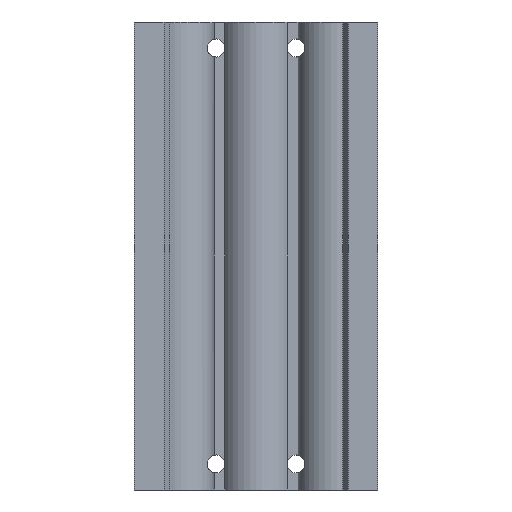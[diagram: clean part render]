
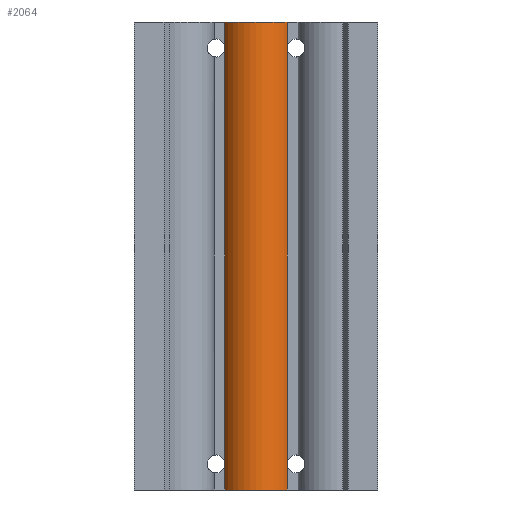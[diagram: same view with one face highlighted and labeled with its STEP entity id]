
A CAD part, front view. The second image highlights one B-rep face of the part: STEP entity #2064.
In plain terms, the highlighted cylindrical face has radius 9 mm (diameter 18 mm), a partial arc.
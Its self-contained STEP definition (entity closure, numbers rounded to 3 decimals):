
#1107 = DIRECTION ( 'NONE',  ( 0., 0., 1. ) ) ;
#1111 = CARTESIAN_POINT ( 'NONE',  ( -7.794, -4.5, -117. ) ) ;
#1162 = DIRECTION ( 'NONE',  ( 0., 0., 1. ) ) ;
#1163 = CARTESIAN_POINT ( 'NONE',  ( 7.794, -4.5, -117. ) ) ;
#1168 = DIRECTION ( 'NONE',  ( 0., 0., 1. ) ) ;
#1170 = CARTESIAN_POINT ( 'NONE',  ( 7.794, -4.5, -117. ) ) ;
#1188 = DIRECTION ( 'NONE',  ( 1., 0., 0. ) ) ;
#1189 = DIRECTION ( 'NONE',  ( 0., 0., 1. ) ) ;
#1190 = CARTESIAN_POINT ( 'NONE',  ( 0., 0., 0. ) ) ;
#1192 = DIRECTION ( 'NONE',  ( 1., 0., 0. ) ) ;
#1193 = DIRECTION ( 'NONE',  ( 0., 0., 1. ) ) ;
#1195 = CARTESIAN_POINT ( 'NONE',  ( 0., 0., -117. ) ) ;
#1196 = DIRECTION ( 'NONE',  ( 0., 0., 1. ) ) ;
#1198 = CARTESIAN_POINT ( 'NONE',  ( -7.794, -4.5, -117. ) ) ;
#1199 = CARTESIAN_POINT ( 'NONE',  ( -7.794, -4.5, -110.056 ) ) ;
#1200 = CARTESIAN_POINT ( 'NONE',  ( -7.766, -4.549, -110.197 ) ) ;
#1202 = CARTESIAN_POINT ( 'NONE',  ( -7.75, -4.576, -110.35 ) ) ;
#1204 = CARTESIAN_POINT ( 'NONE',  ( -7.75, -4.576, -110.651 ) ) ;
#1205 = CARTESIAN_POINT ( 'NONE',  ( -7.766, -4.549, -110.804 ) ) ;
#1206 = CARTESIAN_POINT ( 'NONE',  ( -7.794, -4.5, -110.944 ) ) ;
#1207 = CARTESIAN_POINT ( 'NONE',  ( -7.794, -4.5, -6.056 ) ) ;
#1209 = CARTESIAN_POINT ( 'NONE',  ( -7.766, -4.549, -6.197 ) ) ;
#1210 = CARTESIAN_POINT ( 'NONE',  ( -7.75, -4.576, -6.35 ) ) ;
#1211 = CARTESIAN_POINT ( 'NONE',  ( -7.75, -4.576, -6.651 ) ) ;
#1212 = CARTESIAN_POINT ( 'NONE',  ( -7.766, -4.549, -6.804 ) ) ;
#1214 = CARTESIAN_POINT ( 'NONE',  ( -7.794, -4.5, -6.944 ) ) ;
#1218 = DIRECTION ( 'NONE',  ( 0., 0., 1. ) ) ;
#1221 = DIRECTION ( 'NONE',  ( 0., 0., 1. ) ) ;
#1222 = CARTESIAN_POINT ( 'NONE',  ( 7.794, -4.5, -117. ) ) ;
#1246 = CARTESIAN_POINT ( 'NONE',  ( -7.794, -4.5, -117. ) ) ;
#2064 = ADVANCED_FACE ( 'NONE', ( #6150 ), #6151, .T. ) ;
#2180 = AXIS2_PLACEMENT_3D ( 'NONE', #4104, #4109, #4059 ) ;
#2447 = EDGE_CURVE ( 'NONE', #4987, #4991, #4810, .T. ) ;
#2452 = EDGE_CURVE ( 'NONE', #5188, #4884, #4811, .T. ) ;
#2594 = EDGE_CURVE ( 'NONE', #4967, #5259, #6601, .T. ) ;
#2600 = EDGE_CURVE ( 'NONE', #4987, #4908, #6613, .T. ) ;
#2601 = EDGE_CURVE ( 'NONE', #5188, #4991, #6615, .T. ) ;
#2606 = EDGE_CURVE ( 'NONE', #5063, #5022, #6621, .T. ) ;
#2699 = EDGE_CURVE ( 'NONE', #5037, #4884, #5657, .T. ) ;
#2702 = EDGE_CURVE ( 'NONE', #5022, #4967, #4820, .T. ) ;
#2703 = EDGE_CURVE ( 'NONE', #4892, #5063, #4803, .T. ) ;
#2704 = EDGE_CURVE ( 'NONE', #5181, #4892, #5662, .T. ) ;
#2705 = EDGE_CURVE ( 'NONE', #5181, #5037, #5665, .T. ) ;
#2706 = EDGE_CURVE ( 'NONE', #5259, #4908, #5667, .T. ) ;
#2839 = CARTESIAN_POINT ( 'NONE',  ( -7.794, -4.5, 0. ) ) ;
#2860 = CARTESIAN_POINT ( 'NONE',  ( 7.794, -4.5, -110.056 ) ) ;
#2991 = CARTESIAN_POINT ( 'NONE',  ( -7.794, -4.5, -6.944 ) ) ;
#3005 = CARTESIAN_POINT ( 'NONE',  ( 7.794, -4.5, -117. ) ) ;
#3031 = CARTESIAN_POINT ( 'NONE',  ( -7.794, -4.5, -110.056 ) ) ;
#3103 = CARTESIAN_POINT ( 'NONE',  ( -7.794, -4.5, -117. ) ) ;
#3107 = CARTESIAN_POINT ( 'NONE',  ( 7.794, -4.5, -6.056 ) ) ;
#3110 = CARTESIAN_POINT ( 'NONE',  ( 7.794, -4.5, -6.944 ) ) ;
#3134 = CARTESIAN_POINT ( 'NONE',  ( 7.794, -4.5, -110.944 ) ) ;
#3163 = CARTESIAN_POINT ( 'NONE',  ( 7.794, -4.5, 0. ) ) ;
#3178 = CARTESIAN_POINT ( 'NONE',  ( -7.794, -4.5, -6.056 ) ) ;
#3242 = CARTESIAN_POINT ( 'NONE',  ( -7.794, -4.5, -110.944 ) ) ;
#3355 = ORIENTED_EDGE ( 'NONE', *, *, #2594, .F. ) ;
#3356 = ORIENTED_EDGE ( 'NONE', *, *, #2706, .F. ) ;
#3357 = ORIENTED_EDGE ( 'NONE', *, *, #2600, .T. ) ;
#3358 = ORIENTED_EDGE ( 'NONE', *, *, #2447, .F. ) ;
#3359 = ORIENTED_EDGE ( 'NONE', *, *, #2601, .T. ) ;
#3360 = ORIENTED_EDGE ( 'NONE', *, *, #2452, .F. ) ;
#3361 = ORIENTED_EDGE ( 'NONE', *, *, #2699, .T. ) ;
#3362 = ORIENTED_EDGE ( 'NONE', *, *, #2705, .T. ) ;
#3363 = ORIENTED_EDGE ( 'NONE', *, *, #2704, .F. ) ;
#3364 = ORIENTED_EDGE ( 'NONE', *, *, #2703, .F. ) ;
#3365 = ORIENTED_EDGE ( 'NONE', *, *, #2606, .F. ) ;
#3366 = ORIENTED_EDGE ( 'NONE', *, *, #2702, .F. ) ;
#4059 = DIRECTION ( 'NONE',  ( 1., 0., 0. ) ) ;
#4104 = CARTESIAN_POINT ( 'NONE',  ( 0., 0., -117. ) ) ;
#4109 = DIRECTION ( 'NONE',  ( 0., 0., 1. ) ) ;
#4152 = CARTESIAN_POINT ( 'NONE',  ( 7.75, -4.576, -6.65 ) ) ;
#4163 = CARTESIAN_POINT ( 'NONE',  ( 7.75, -4.576, -6.349 ) ) ;
#4207 = CARTESIAN_POINT ( 'NONE',  ( 7.794, -4.5, -6.944 ) ) ;
#4229 = CARTESIAN_POINT ( 'NONE',  ( 7.766, -4.549, -6.803 ) ) ;
#4237 = CARTESIAN_POINT ( 'NONE',  ( 7.794, -4.5, -6.056 ) ) ;
#4247 = CARTESIAN_POINT ( 'NONE',  ( 7.766, -4.549, -6.196 ) ) ;
#4803 = B_SPLINE_CURVE_WITH_KNOTS ( 'NONE', 3,
 ( #1206, #1205, #1204, #1202, #1200, #1199 ),
 .UNSPECIFIED., .F., .F.,
 ( 4, 2, 4 ),
 ( 0.005, 0.006, 0.006 ),
 .UNSPECIFIED. ) ;
#4810 = B_SPLINE_CURVE_WITH_KNOTS ( 'NONE', 3,
 ( #4237, #4247, #4163, #4152, #4229, #4207 ),
 .UNSPECIFIED., .F., .F.,
 ( 4, 2, 4 ),
 ( 0.016, 0.017, 0.017 ),
 .UNSPECIFIED. ) ;
#4811 = B_SPLINE_CURVE_WITH_KNOTS ( 'NONE', 3,
 ( #6717, #6716, #6715, #6714, #6713, #6712 ),
 .UNSPECIFIED., .F., .F.,
 ( 4, 2, 4 ),
 ( 0.016, 0.017, 0.017 ),
 .UNSPECIFIED. ) ;
#4820 = B_SPLINE_CURVE_WITH_KNOTS ( 'NONE', 3,
 ( #1214, #1212, #1211, #1210, #1209, #1207 ),
 .UNSPECIFIED., .F., .F.,
 ( 4, 2, 4 ),
 ( 0.005, 0.006, 0.006 ),
 .UNSPECIFIED. ) ;
#4884 = VERTEX_POINT ( 'NONE', #3134 ) ;
#4892 = VERTEX_POINT ( 'NONE', #3242 ) ;
#4908 = VERTEX_POINT ( 'NONE', #3163 ) ;
#4967 = VERTEX_POINT ( 'NONE', #3178 ) ;
#4987 = VERTEX_POINT ( 'NONE', #3107 ) ;
#4991 = VERTEX_POINT ( 'NONE', #3110 ) ;
#5022 = VERTEX_POINT ( 'NONE', #2991 ) ;
#5037 = VERTEX_POINT ( 'NONE', #3005 ) ;
#5063 = VERTEX_POINT ( 'NONE', #3031 ) ;
#5181 = VERTEX_POINT ( 'NONE', #3103 ) ;
#5188 = VERTEX_POINT ( 'NONE', #2860 ) ;
#5259 = VERTEX_POINT ( 'NONE', #2839 ) ;
#5657 = LINE ( 'NONE', #1222, #5659 ) ;
#5659 = VECTOR ( 'NONE', #1221, 1000. ) ;
#5662 = LINE ( 'NONE', #1198, #5664 ) ;
#5664 = VECTOR ( 'NONE', #1196, 1000. ) ;
#5665 = CIRCLE ( 'NONE', #5991, 9. ) ;
#5667 = CIRCLE ( 'NONE', #5994, 9. ) ;
#5991 = AXIS2_PLACEMENT_3D ( 'NONE', #1195, #1193, #1192 ) ;
#5994 = AXIS2_PLACEMENT_3D ( 'NONE', #1190, #1189, #1188 ) ;
#6150 = FACE_OUTER_BOUND ( 'NONE', #7038, .T. ) ;
#6151 = CYLINDRICAL_SURFACE ( 'NONE', #2180, 9. ) ;
#6601 = LINE ( 'NONE', #1246, #6603 ) ;
#6603 = VECTOR ( 'NONE', #1218, 1000. ) ;
#6613 = LINE ( 'NONE', #1170, #6614 ) ;
#6614 = VECTOR ( 'NONE', #1168, 1000. ) ;
#6615 = LINE ( 'NONE', #1163, #6616 ) ;
#6616 = VECTOR ( 'NONE', #1162, 1000. ) ;
#6621 = LINE ( 'NONE', #1111, #6623 ) ;
#6623 = VECTOR ( 'NONE', #1107, 1000. ) ;
#6712 = CARTESIAN_POINT ( 'NONE',  ( 7.794, -4.5, -110.944 ) ) ;
#6713 = CARTESIAN_POINT ( 'NONE',  ( 7.766, -4.549, -110.803 ) ) ;
#6714 = CARTESIAN_POINT ( 'NONE',  ( 7.75, -4.576, -110.65 ) ) ;
#6715 = CARTESIAN_POINT ( 'NONE',  ( 7.75, -4.576, -110.349 ) ) ;
#6716 = CARTESIAN_POINT ( 'NONE',  ( 7.766, -4.549, -110.196 ) ) ;
#6717 = CARTESIAN_POINT ( 'NONE',  ( 7.794, -4.5, -110.056 ) ) ;
#7038 = EDGE_LOOP ( 'NONE', ( #3366, #3365, #3364, #3363, #3362, #3361, #3360, #3359, #3358, #3357, #3356, #3355 ) ) ;
